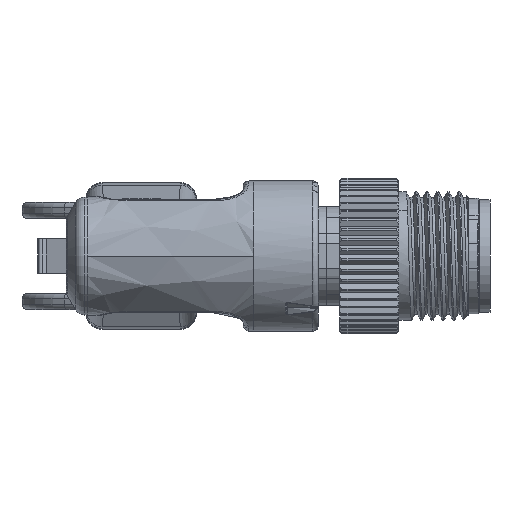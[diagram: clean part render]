
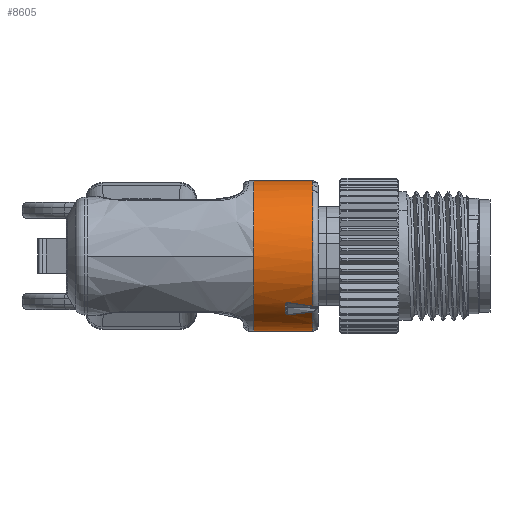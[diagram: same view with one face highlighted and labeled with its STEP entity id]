
A CAD part, left-side view. The second image highlights one B-rep face of the part: STEP entity #8605.
In plain terms, the highlighted cylindrical face has radius 7 mm (diameter 14 mm), a partial arc.
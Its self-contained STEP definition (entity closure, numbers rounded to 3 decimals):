
#273 = CARTESIAN_POINT ( 'NONE',  ( 3.1, 0., 0. ) ) ;
#431 = VECTOR ( 'NONE', #46751, 1000. ) ;
#612 = CARTESIAN_POINT ( 'NONE',  ( 2.991, 5.459, -4.381 ) ) ;
#1075 = VERTEX_POINT ( 'NONE', #40784 ) ;
#2394 = AXIS2_PLACEMENT_3D ( 'NONE', #18091, #62283, #23167 ) ;
#2731 = CARTESIAN_POINT ( 'NONE',  ( 2.991, 4.381, -5.459 ) ) ;
#3068 = VERTEX_POINT ( 'NONE', #52343 ) ;
#3747 = ORIENTED_EDGE ( 'NONE', *, *, #55970, .T. ) ;
#4116 = VERTEX_POINT ( 'NONE', #45337 ) ;
#4229 = CARTESIAN_POINT ( 'NONE',  ( 0.5, 0., 0. ) ) ;
#4437 = CARTESIAN_POINT ( 'NONE',  ( 3.1, 5.074, -4.822 ) ) ;
#4995 = ORIENTED_EDGE ( 'NONE', *, *, #49860, .T. ) ;
#5074 = CARTESIAN_POINT ( 'NONE',  ( 3.093, 5.237, -4.646 ) ) ;
#5497 = EDGE_CURVE ( 'NONE', #1075, #27614, #22123, .T. ) ;
#6147 = DIRECTION ( 'NONE',  ( -1., 0., 0. ) ) ;
#6272 = CARTESIAN_POINT ( 'NONE',  ( 3.1, 4.735, -5.157 ) ) ;
#6322 = ORIENTED_EDGE ( 'NONE', *, *, #30694, .T. ) ;
#7204 = CARTESIAN_POINT ( 'NONE',  ( 3.1, 4.822, -5.074 ) ) ;
#8066 = DIRECTION ( 'NONE',  ( -1., 0., 0. ) ) ;
#8401 = VERTEX_POINT ( 'NONE', #58031 ) ;
#8605 = ADVANCED_FACE ( 'NONE', ( #49215 ), #16337, .T. ) ;
#9032 = ORIENTED_EDGE ( 'NONE', *, *, #45419, .T. ) ;
#9082 = CARTESIAN_POINT ( 'NONE',  ( 0.5, 0., 0. ) ) ;
#9514 = CARTESIAN_POINT ( 'NONE',  ( 0.5, 5.223, -4.661 ) ) ;
#10423 = CARTESIAN_POINT ( 'NONE',  ( 2.95, 5.487, -4.347 ) ) ;
#11829 = CIRCLE ( 'NONE', #59274, 7. ) ;
#11942 = CARTESIAN_POINT ( 'NONE',  ( 2.921, 4.333, -5.498 ) ) ;
#12538 = CARTESIAN_POINT ( 'NONE',  ( 3.044, 4.466, -5.39 ) ) ;
#13144 = B_SPLINE_CURVE_WITH_KNOTS ( 'NONE', 3,
 ( #4437, #23755, #5074, #28471, #19321, #48387, #612, #10423, #34121, #15180 ),
 .UNSPECIFIED., .F., .F.,
 ( 4, 2, 2, 2, 4 ),
 ( 0., 0., 0.001, 0.001, 0.001 ),
 .UNSPECIFIED. ) ;
#13189 = DIRECTION ( 'NONE',  ( 0., 0., -1. ) ) ;
#13673 = EDGE_CURVE ( 'NONE', #4116, #61465, #11829, .T. ) ;
#14976 = CARTESIAN_POINT ( 'NONE',  ( 0.5, 4.661, -5.223 ) ) ;
#15180 = CARTESIAN_POINT ( 'NONE',  ( 2.89, 5.495, -4.336 ) ) ;
#16071 = VERTEX_POINT ( 'NONE', #49059 ) ;
#16337 = CYLINDRICAL_SURFACE ( 'NONE', #37598, 7. ) ;
#16688 = CARTESIAN_POINT ( 'NONE',  ( 0., 0., -7. ) ) ;
#17118 = CARTESIAN_POINT ( 'NONE',  ( 0.5, 4.661, -5.223 ) ) ;
#18091 = CARTESIAN_POINT ( 'NONE',  ( 6., 0., 0. ) ) ;
#18382 = VERTEX_POINT ( 'NONE', #9514 ) ;
#18488 = DIRECTION ( 'NONE',  ( 1., 0., 0. ) ) ;
#18759 = ORIENTED_EDGE ( 'NONE', *, *, #23363, .T. ) ;
#18937 = EDGE_LOOP ( 'NONE', ( #6322, #24263, #4995, #40715, #59140, #61505, #58060, #3747, #18759, #9032, #54350 ) ) ;
#19321 = CARTESIAN_POINT ( 'NONE',  ( 3.044, 5.39, -4.466 ) ) ;
#20815 = CARTESIAN_POINT ( 'NONE',  ( 3.093, 4.645, -5.238 ) ) ;
#21786 = EDGE_CURVE ( 'NONE', #54567, #3068, #55953, .T. ) ;
#22123 = LINE ( 'NONE', #56812, #431 ) ;
#22268 = B_SPLINE_CURVE_WITH_KNOTS ( 'NONE', 3,
 ( #41252, #40635, #60219, #40937, #54573, #31464 ),
 .UNSPECIFIED., .F., .F.,
 ( 4, 2, 4 ),
 ( 0., 0.001, 0.002 ),
 .UNSPECIFIED. ) ;
#22379 = DIRECTION ( 'NONE',  ( -1., 0., 0. ) ) ;
#22497 = CARTESIAN_POINT ( 'NONE',  ( 2.489, 4.38, -5.46 ) ) ;
#22631 = CARTESIAN_POINT ( 'NONE',  ( 0., 0., 0. ) ) ;
#23167 = DIRECTION ( 'NONE',  ( 0., 0., 1. ) ) ;
#23363 = EDGE_CURVE ( 'NONE', #16071, #18382, #22268, .T. ) ;
#23755 = CARTESIAN_POINT ( 'NONE',  ( 3.1, 5.157, -4.735 ) ) ;
#24263 = ORIENTED_EDGE ( 'NONE', *, *, #13673, .T. ) ;
#24727 = EDGE_CURVE ( 'NONE', #39571, #26639, #52267, .T. ) ;
#25023 = CARTESIAN_POINT ( 'NONE',  ( 2.89, 4.336, -5.495 ) ) ;
#26060 = AXIS2_PLACEMENT_3D ( 'NONE', #4229, #18488, #46938 ) ;
#26319 = CARTESIAN_POINT ( 'NONE',  ( 2.89, 4.336, -5.495 ) ) ;
#26639 = VERTEX_POINT ( 'NONE', #14976 ) ;
#26800 = CARTESIAN_POINT ( 'NONE',  ( 2.95, 4.346, -5.487 ) ) ;
#27614 = VERTEX_POINT ( 'NONE', #58020 ) ;
#28471 = CARTESIAN_POINT ( 'NONE',  ( 3.059, 5.353, -4.511 ) ) ;
#29374 = VECTOR ( 'NONE', #22379, 1000. ) ;
#30516 = CIRCLE ( 'NONE', #38575, 7. ) ;
#30694 = EDGE_CURVE ( 'NONE', #1075, #4116, #42786, .T. ) ;
#31464 = CARTESIAN_POINT ( 'NONE',  ( 0.5, 5.223, -4.661 ) ) ;
#34121 = CARTESIAN_POINT ( 'NONE',  ( 2.921, 5.498, -4.333 ) ) ;
#35807 = CARTESIAN_POINT ( 'NONE',  ( 0.5, 0., -7. ) ) ;
#36367 = CARTESIAN_POINT ( 'NONE',  ( 1.293, 4.539, -5.33 ) ) ;
#36809 = DIRECTION ( 'NONE',  ( 0., 0., 1. ) ) ;
#37598 = AXIS2_PLACEMENT_3D ( 'NONE', #22631, #8066, #36809 ) ;
#38575 = AXIS2_PLACEMENT_3D ( 'NONE', #9082, #47968, #13189 ) ;
#39571 = VERTEX_POINT ( 'NONE', #35807 ) ;
#40555 = AXIS2_PLACEMENT_3D ( 'NONE', #273, #48360, #57499 ) ;
#40635 = CARTESIAN_POINT ( 'NONE',  ( 2.489, 5.46, -4.38 ) ) ;
#40715 = ORIENTED_EDGE ( 'NONE', *, *, #24727, .T. ) ;
#40784 = CARTESIAN_POINT ( 'NONE',  ( 6., 0., 7. ) ) ;
#40937 = CARTESIAN_POINT ( 'NONE',  ( 1.293, 5.33, -4.539 ) ) ;
#41044 = CARTESIAN_POINT ( 'NONE',  ( 6., 0., -7. ) ) ;
#41252 = CARTESIAN_POINT ( 'NONE',  ( 2.89, 5.495, -4.336 ) ) ;
#42156 = EDGE_CURVE ( 'NONE', #26639, #54567, #59861, .T. ) ;
#42786 = CIRCLE ( 'NONE', #2394, 7. ) ;
#44971 = EDGE_CURVE ( 'NONE', #3068, #8401, #50640, .T. ) ;
#45337 = CARTESIAN_POINT ( 'NONE',  ( 6., 7., 0. ) ) ;
#45419 = EDGE_CURVE ( 'NONE', #18382, #27614, #30516, .T. ) ;
#45462 = LINE ( 'NONE', #16688, #29374 ) ;
#46751 = DIRECTION ( 'NONE',  ( -1., 0., 0. ) ) ;
#46938 = DIRECTION ( 'NONE',  ( 0., 0., -1. ) ) ;
#47968 = DIRECTION ( 'NONE',  ( 1., 0., 0. ) ) ;
#48360 = DIRECTION ( 'NONE',  ( 1., 0., 0. ) ) ;
#48387 = CARTESIAN_POINT ( 'NONE',  ( 3.006, 5.443, -4.402 ) ) ;
#49059 = CARTESIAN_POINT ( 'NONE',  ( 2.89, 5.495, -4.336 ) ) ;
#49215 = FACE_OUTER_BOUND ( 'NONE', #18937, .T. ) ;
#49449 = CARTESIAN_POINT ( 'NONE',  ( 6., 0., 0. ) ) ;
#49571 = CARTESIAN_POINT ( 'NONE',  ( 3.059, 4.511, -5.353 ) ) ;
#49860 = EDGE_CURVE ( 'NONE', #61465, #39571, #45462, .T. ) ;
#50497 = CARTESIAN_POINT ( 'NONE',  ( 3.006, 4.402, -5.443 ) ) ;
#50640 = CIRCLE ( 'NONE', #40555, 7. ) ;
#51235 = CARTESIAN_POINT ( 'NONE',  ( 0.896, 4.599, -5.278 ) ) ;
#52267 = CIRCLE ( 'NONE', #26060, 7. ) ;
#52343 = CARTESIAN_POINT ( 'NONE',  ( 3.1, 4.822, -5.074 ) ) ;
#53855 = DIRECTION ( 'NONE',  ( 0., 0., 1. ) ) ;
#54350 = ORIENTED_EDGE ( 'NONE', *, *, #5497, .F. ) ;
#54567 = VERTEX_POINT ( 'NONE', #25023 ) ;
#54573 = CARTESIAN_POINT ( 'NONE',  ( 0.896, 5.278, -4.599 ) ) ;
#55224 = CARTESIAN_POINT ( 'NONE',  ( 2.89, 4.336, -5.495 ) ) ;
#55653 = CARTESIAN_POINT ( 'NONE',  ( 2.09, 4.43, -5.421 ) ) ;
#55953 = B_SPLINE_CURVE_WITH_KNOTS ( 'NONE', 3,
 ( #55224, #11942, #26800, #2731, #50497, #12538, #49571, #20815, #6272, #7204 ),
 .UNSPECIFIED., .F., .F.,
 ( 4, 2, 2, 2, 4 ),
 ( 0., 0., 0., 0., 0.001 ),
 .UNSPECIFIED. ) ;
#55970 = EDGE_CURVE ( 'NONE', #8401, #16071, #13144, .T. ) ;
#56812 = CARTESIAN_POINT ( 'NONE',  ( 0., 0., 7. ) ) ;
#57499 = DIRECTION ( 'NONE',  ( 0., 0., 1. ) ) ;
#58020 = CARTESIAN_POINT ( 'NONE',  ( 0.5, 0., 7. ) ) ;
#58031 = CARTESIAN_POINT ( 'NONE',  ( 3.1, 5.074, -4.822 ) ) ;
#58060 = ORIENTED_EDGE ( 'NONE', *, *, #44971, .T. ) ;
#59140 = ORIENTED_EDGE ( 'NONE', *, *, #42156, .T. ) ;
#59274 = AXIS2_PLACEMENT_3D ( 'NONE', #49449, #6147, #53855 ) ;
#59861 = B_SPLINE_CURVE_WITH_KNOTS ( 'NONE', 3,
 ( #17118, #51235, #36367, #55653, #22497, #26319 ),
 .UNSPECIFIED., .F., .F.,
 ( 4, 2, 4 ),
 ( 0., 0.001, 0.002 ),
 .UNSPECIFIED. ) ;
#60219 = CARTESIAN_POINT ( 'NONE',  ( 2.09, 5.421, -4.43 ) ) ;
#61465 = VERTEX_POINT ( 'NONE', #41044 ) ;
#61505 = ORIENTED_EDGE ( 'NONE', *, *, #21786, .T. ) ;
#62283 = DIRECTION ( 'NONE',  ( -1., 0., 0. ) ) ;
